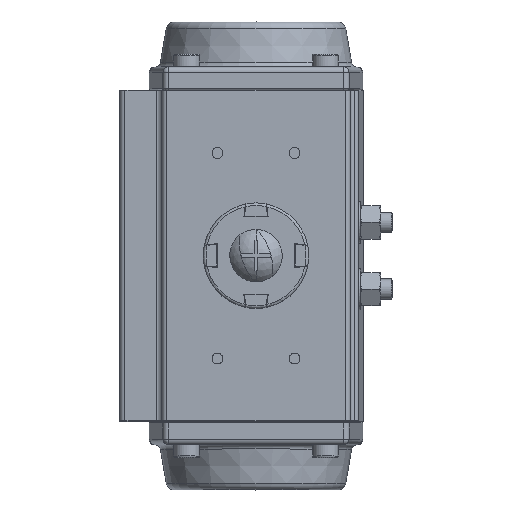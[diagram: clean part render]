
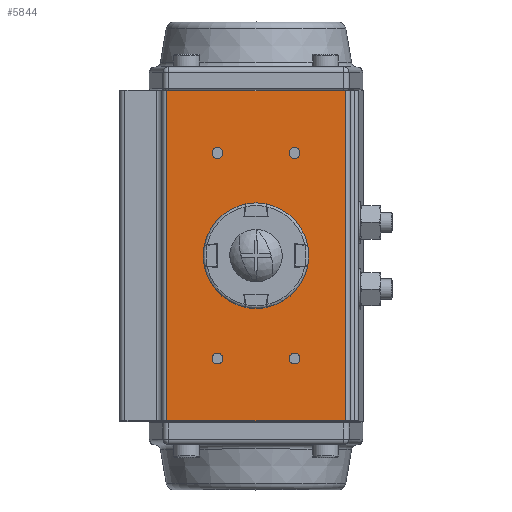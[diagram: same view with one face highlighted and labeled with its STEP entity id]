
A CAD part, top view. The second image highlights one B-rep face of the part: STEP entity #5844.
In plain terms, the highlighted planar face has unit normal (0, 0, 1).
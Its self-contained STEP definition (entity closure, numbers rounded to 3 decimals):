
#5705=CARTESIAN_POINT('',(34.719,64.5,161.5));
#5706=DIRECTION('',(-0.,0.,-1.));
#5707=DIRECTION('',(-1.,-0.,0.));
#5708=AXIS2_PLACEMENT_3D('',#5705,#5706,#5707);
#5709=PLANE('',#5708);
#5710=CARTESIAN_POINT('',(15.,-37.9,161.5));
#5711=VERTEX_POINT('',#5710);
#5712=CARTESIAN_POINT('',(15.,-42.1,161.5));
#5713=VERTEX_POINT('',#5712);
#5714=CARTESIAN_POINT('',(15.,-40.,161.5));
#5715=DIRECTION('',(0.,-0.,1.));
#5716=DIRECTION('',(0.,1.,0.));
#5717=AXIS2_PLACEMENT_3D('',#5714,#5715,#5716);
#5718=CIRCLE('',#5717,2.1);
#5719=EDGE_CURVE('NONE',#5711,#5713,#5718,.T.);
#5720=ORIENTED_EDGE('',*,*,#5719,.F.);
#5721=CARTESIAN_POINT('',(15.,-40.,161.5));
#5722=DIRECTION('',(0.,-0.,1.));
#5723=DIRECTION('',(0.,1.,0.));
#5724=AXIS2_PLACEMENT_3D('',#5721,#5722,#5723);
#5725=CIRCLE('',#5724,2.1);
#5726=EDGE_CURVE('NONE',#5713,#5711,#5725,.T.);
#5727=ORIENTED_EDGE('',*,*,#5726,.F.);
#5728=EDGE_LOOP('',(#5720,#5727));
#5729=FACE_BOUND('',#5728,.T.);
#5730=CARTESIAN_POINT('',(-15.,-37.9,161.5));
#5731=VERTEX_POINT('',#5730);
#5732=CARTESIAN_POINT('',(-15.,-42.1,161.5));
#5733=VERTEX_POINT('',#5732);
#5734=CARTESIAN_POINT('',(-15.,-40.,161.5));
#5735=DIRECTION('',(0.,-0.,1.));
#5736=DIRECTION('',(0.,1.,0.));
#5737=AXIS2_PLACEMENT_3D('',#5734,#5735,#5736);
#5738=CIRCLE('',#5737,2.1);
#5739=EDGE_CURVE('NONE',#5731,#5733,#5738,.T.);
#5740=ORIENTED_EDGE('',*,*,#5739,.F.);
#5741=CARTESIAN_POINT('',(-15.,-40.,161.5));
#5742=DIRECTION('',(0.,-0.,1.));
#5743=DIRECTION('',(0.,1.,0.));
#5744=AXIS2_PLACEMENT_3D('',#5741,#5742,#5743);
#5745=CIRCLE('',#5744,2.1);
#5746=EDGE_CURVE('NONE',#5733,#5731,#5745,.T.);
#5747=ORIENTED_EDGE('',*,*,#5746,.F.);
#5748=EDGE_LOOP('',(#5740,#5747));
#5749=FACE_BOUND('',#5748,.T.);
#5750=CARTESIAN_POINT('',(-15.,42.1,161.5));
#5751=VERTEX_POINT('',#5750);
#5752=CARTESIAN_POINT('',(-15.,37.9,161.5));
#5753=VERTEX_POINT('',#5752);
#5754=CARTESIAN_POINT('',(-15.,40.,161.5));
#5755=DIRECTION('',(0.,-0.,1.));
#5756=DIRECTION('',(0.,1.,0.));
#5757=AXIS2_PLACEMENT_3D('',#5754,#5755,#5756);
#5758=CIRCLE('',#5757,2.1);
#5759=EDGE_CURVE('NONE',#5751,#5753,#5758,.T.);
#5760=ORIENTED_EDGE('',*,*,#5759,.F.);
#5761=CARTESIAN_POINT('',(-15.,40.,161.5));
#5762=DIRECTION('',(0.,-0.,1.));
#5763=DIRECTION('',(0.,1.,0.));
#5764=AXIS2_PLACEMENT_3D('',#5761,#5762,#5763);
#5765=CIRCLE('',#5764,2.1);
#5766=EDGE_CURVE('NONE',#5753,#5751,#5765,.T.);
#5767=ORIENTED_EDGE('',*,*,#5766,.F.);
#5768=EDGE_LOOP('',(#5760,#5767));
#5769=FACE_BOUND('',#5768,.T.);
#5770=CARTESIAN_POINT('',(15.,42.1,161.5));
#5771=VERTEX_POINT('',#5770);
#5772=CARTESIAN_POINT('',(15.,37.9,161.5));
#5773=VERTEX_POINT('',#5772);
#5774=CARTESIAN_POINT('',(15.,40.,161.5));
#5775=DIRECTION('',(0.,-0.,1.));
#5776=DIRECTION('',(0.,1.,0.));
#5777=AXIS2_PLACEMENT_3D('',#5774,#5775,#5776);
#5778=CIRCLE('',#5777,2.1);
#5779=EDGE_CURVE('NONE',#5771,#5773,#5778,.T.);
#5780=ORIENTED_EDGE('',*,*,#5779,.F.);
#5781=CARTESIAN_POINT('',(15.,40.,161.5));
#5782=DIRECTION('',(0.,-0.,1.));
#5783=DIRECTION('',(0.,1.,0.));
#5784=AXIS2_PLACEMENT_3D('',#5781,#5782,#5783);
#5785=CIRCLE('',#5784,2.1);
#5786=EDGE_CURVE('NONE',#5773,#5771,#5785,.T.);
#5787=ORIENTED_EDGE('',*,*,#5786,.F.);
#5788=EDGE_LOOP('',(#5780,#5787));
#5789=FACE_BOUND('',#5788,.T.);
#5790=CARTESIAN_POINT('',(-34.719,64.243,161.5));
#5791=VERTEX_POINT('',#5790);
#5792=CARTESIAN_POINT('',(-34.719,-64.244,161.5));
#5793=VERTEX_POINT('',#5792);
#5794=CARTESIAN_POINT('',(-34.719,64.243,161.5));
#5795=DIRECTION('',(-0.,-1.,-0.));
#5796=VECTOR('',#5795,128.487);
#5797=LINE('',#5794,#5796);
#5798=EDGE_CURVE('',#5791,#5793,#5797,.T.);
#5799=ORIENTED_EDGE('',*,*,#5798,.T.);
#5800=CARTESIAN_POINT('',(34.719,-64.244,161.5));
#5801=VERTEX_POINT('',#5800);
#5802=CARTESIAN_POINT('',(-34.719,-64.244,161.5));
#5803=DIRECTION('',(1.,0.,-0.));
#5804=VECTOR('',#5803,69.438);
#5805=LINE('',#5802,#5804);
#5806=EDGE_CURVE('',#5793,#5801,#5805,.T.);
#5807=ORIENTED_EDGE('',*,*,#5806,.T.);
#5808=CARTESIAN_POINT('',(34.719,64.243,161.5));
#5809=VERTEX_POINT('',#5808);
#5810=CARTESIAN_POINT('',(34.719,64.243,161.5));
#5811=DIRECTION('',(-0.,-1.,-0.));
#5812=VECTOR('',#5811,128.487);
#5813=LINE('',#5810,#5812);
#5814=EDGE_CURVE('',#5809,#5801,#5813,.T.);
#5815=ORIENTED_EDGE('',*,*,#5814,.F.);
#5816=CARTESIAN_POINT('',(34.719,64.243,161.5));
#5817=DIRECTION('',(-1.,-0.,0.));
#5818=VECTOR('',#5817,69.438);
#5819=LINE('',#5816,#5818);
#5820=EDGE_CURVE('',#5809,#5791,#5819,.T.);
#5821=ORIENTED_EDGE('',*,*,#5820,.T.);
#5822=EDGE_LOOP('',(#5799,#5807,#5815,#5821));
#5823=FACE_BOUND('',#5822,.T.);
#5824=CARTESIAN_POINT('',(0.,-9.,161.5));
#5825=VERTEX_POINT('',#5824);
#5826=CARTESIAN_POINT('',(0.,9.,161.5));
#5827=VERTEX_POINT('',#5826);
#5828=CARTESIAN_POINT('',(0.,0.,161.5));
#5829=DIRECTION('',(-0.,0.,-1.));
#5830=DIRECTION('',(0.,1.,0.));
#5831=AXIS2_PLACEMENT_3D('',#5828,#5829,#5830);
#5832=CIRCLE('',#5831,9.);
#5833=EDGE_CURVE('',#5825,#5827,#5832,.T.);
#5834=ORIENTED_EDGE('',*,*,#5833,.T.);
#5835=CARTESIAN_POINT('',(0.,0.,161.5));
#5836=DIRECTION('',(-0.,0.,-1.));
#5837=DIRECTION('',(0.,1.,0.));
#5838=AXIS2_PLACEMENT_3D('',#5835,#5836,#5837);
#5839=CIRCLE('',#5838,9.);
#5840=EDGE_CURVE('',#5827,#5825,#5839,.T.);
#5841=ORIENTED_EDGE('',*,*,#5840,.T.);
#5842=EDGE_LOOP('',(#5834,#5841));
#5843=FACE_BOUND('',#5842,.T.);
#5844=ADVANCED_FACE('',(#5729,#5749,#5769,#5789,#5823,#5843),#5709,.F.);
